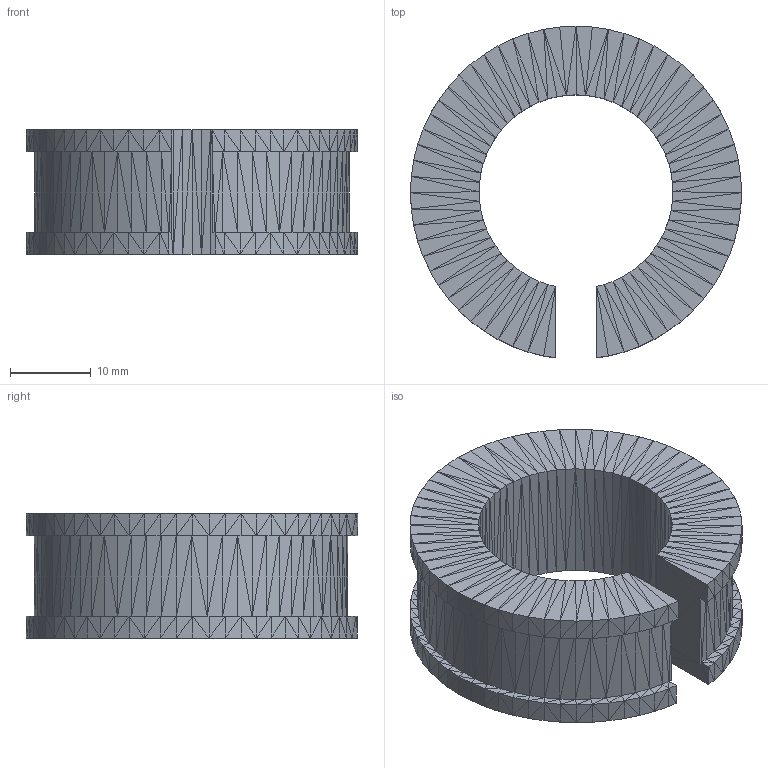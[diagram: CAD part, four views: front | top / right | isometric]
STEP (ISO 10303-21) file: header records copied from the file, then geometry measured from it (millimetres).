
FILE_DESCRIPTION(('FreeCAD Model'),'2;1');
FILE_NAME('Open CASCADE Shape Model','2023-10-31T12:00:01',('Author'),( ''),'Open CASCADE STEP processor 7.6','FreeCAD','Unknown');
FILE_SCHEMA(('AUTOMOTIVE_DESIGN { 1 0 10303 214 1 1 1 1 }'));
Products named in the file (1): NeopixelClamp_OlympusInsert001
Bounding box: 41 x 41.05 x 15.4 mm (x, y, z)
Surface area: 5081.9 mm2 (no closed solid volume)
Topology: 0 solids, 1012 shells, 1012 faces, 3036 edges, 3036 vertices
Faces by surface type: plane 1012
Entity records: 64787 total; most frequent: CARTESIAN_POINT 10121, DIRECTION 8098, LINE 6072, VECTOR 6072, ORIENTED_EDGE 3036, EDGE_CURVE 3036, VERTEX_POINT 3036, SURFACE_CURVE 3036
